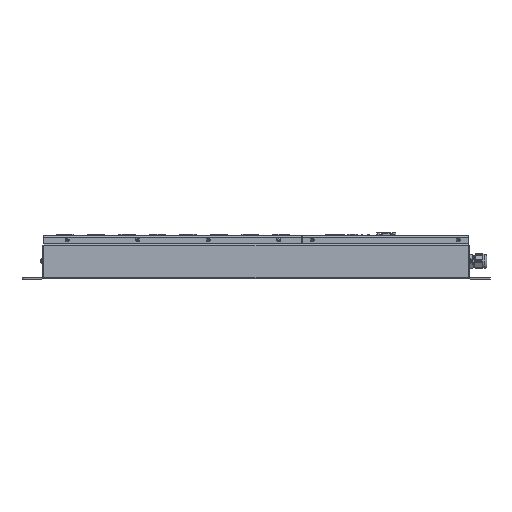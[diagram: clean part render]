
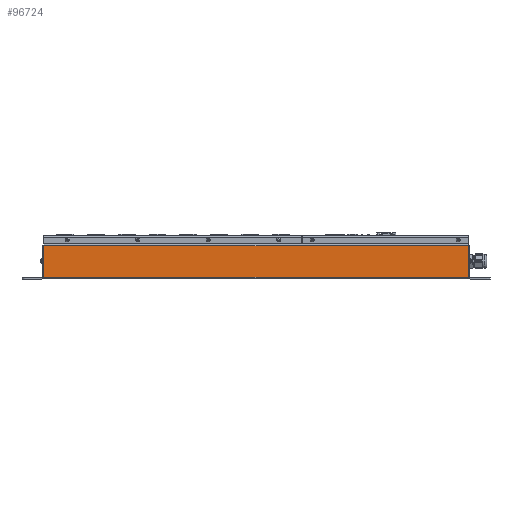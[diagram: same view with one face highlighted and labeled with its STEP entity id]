
A CAD part, front view. The second image highlights one B-rep face of the part: STEP entity #96724.
In plain terms, the highlighted planar face has unit normal (0, -1, 0).
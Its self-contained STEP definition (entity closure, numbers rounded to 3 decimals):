
#4158=PLANE('',#101973);
#11505=FACE_OUTER_BOUND('',#17031,.T.);
#17031=EDGE_LOOP('',(#84256,#84257,#84258,#84259));
#27695=LINE('',#169207,#36786);
#27704=LINE('',#169226,#36795);
#27715=LINE('',#169253,#36806);
#27723=LINE('',#169271,#36814);
#36786=VECTOR('',#117903,10.);
#36795=VECTOR('',#117916,10.);
#36806=VECTOR('',#117939,1.846);
#36814=VECTOR('',#117959,10.);
#46746=VERTEX_POINT('',#169026);
#46767=VERTEX_POINT('',#169173);
#46775=VERTEX_POINT('',#169206);
#46792=VERTEX_POINT('',#169249);
#59772=EDGE_CURVE('',#46767,#46775,#27695,.T.);
#59782=EDGE_CURVE('',#46767,#46746,#27704,.T.);
#59795=EDGE_CURVE('',#46792,#46746,#27715,.T.);
#59804=EDGE_CURVE('',#46792,#46775,#27723,.T.);
#84256=ORIENTED_EDGE('',*,*,#59804,.T.);
#84257=ORIENTED_EDGE('',*,*,#59772,.F.);
#84258=ORIENTED_EDGE('',*,*,#59782,.T.);
#84259=ORIENTED_EDGE('',*,*,#59795,.F.);
#96724=ADVANCED_FACE('',(#11505),#4158,.F.);
#101973=AXIS2_PLACEMENT_3D('',#169273,#117962,#117963);
#117903=DIRECTION('',(0.,0.,1.));
#117916=DIRECTION('',(1.,0.,0.));
#117939=DIRECTION('',(0.,0.,-1.));
#117959=DIRECTION('',(-1.,0.,0.));
#117962=DIRECTION('center_axis',(0.,1.,0.));
#117963=DIRECTION('ref_axis',(1.,0.,0.));
#169026=CARTESIAN_POINT('',(344.75,-28.75,2.45));
#169173=CARTESIAN_POINT('',(-344.75,-28.75,2.45));
#169206=CARTESIAN_POINT('',(-344.75,-28.75,53.479));
#169207=CARTESIAN_POINT('',(-344.75,-28.75,2.45));
#169226=CARTESIAN_POINT('',(0.,-28.75,2.45));
#169249=CARTESIAN_POINT('',(344.75,-28.75,53.479));
#169253=CARTESIAN_POINT('',(344.75,-28.75,-3.35));
#169271=CARTESIAN_POINT('',(172.375,-28.75,53.479));
#169273=CARTESIAN_POINT('Origin',(0.,-28.75,26.775));
